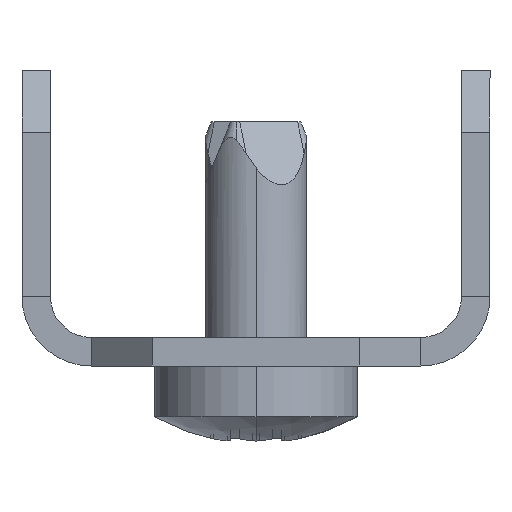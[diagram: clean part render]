
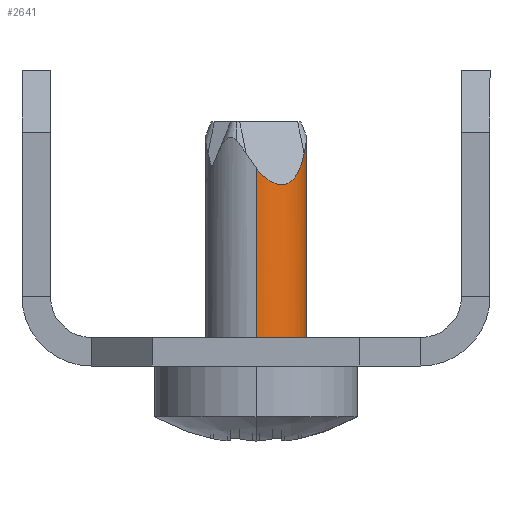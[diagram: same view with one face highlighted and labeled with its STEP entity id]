
A CAD part, left-side view. The second image highlights one B-rep face of the part: STEP entity #2641.
In plain terms, the highlighted cylindrical face has radius 2.5 mm (diameter 5 mm), a partial arc.
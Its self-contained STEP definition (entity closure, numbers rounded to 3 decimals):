
#70 = LINE ( 'NONE', #3135, #1928 ) ;
#73 = CARTESIAN_POINT ( 'NONE',  ( -0.355, -14.878, -2.476 ) ) ;
#94 = VERTEX_POINT ( 'NONE', #3778 ) ;
#128 = CARTESIAN_POINT ( 'NONE',  ( 0.807, -14.235, -2.366 ) ) ;
#232 = CARTESIAN_POINT ( 'NONE',  ( 0., -3.8, 0. ) ) ;
#268 = DIRECTION ( 'NONE',  ( 0., 1., 0. ) ) ;
#351 = AXIS2_PLACEMENT_3D ( 'NONE', #232, #268, #2501 ) ;
#473 = CARTESIAN_POINT ( 'NONE',  ( 2.5, -12.164, -1.108 ) ) ;
#509 = CARTESIAN_POINT ( 'NONE',  ( 0.807, -14.235, -2.366 ) ) ;
#812 = CARTESIAN_POINT ( 'NONE',  ( -0.71, -14.403, -2.399 ) ) ;
#813 = ORIENTED_EDGE ( 'NONE', *, *, #4214, .F. ) ;
#823 = CARTESIAN_POINT ( 'NONE',  ( 0.417, -14.808, -2.466 ) ) ;
#858 = CARTESIAN_POINT ( 'NONE',  ( -0.238, -14.973, -2.489 ) ) ;
#1180 = CARTESIAN_POINT ( 'NONE',  ( 0.048, -15.058, -2.5 ) ) ;
#1211 = CARTESIAN_POINT ( 'NONE',  ( -0.054, -15.057, -2.5 ) ) ;
#1255 = DIRECTION ( 'NONE',  ( 0., 1., 0. ) ) ;
#1371 = CARTESIAN_POINT ( 'NONE',  ( -2.5, -3.8, 0. ) ) ;
#1552 = CARTESIAN_POINT ( 'NONE',  ( 0.19, -15.005, -2.493 ) ) ;
#1582 = CARTESIAN_POINT ( 'NONE',  ( -0.807, -14.235, -2.366 ) ) ;
#1597 = CARTESIAN_POINT ( 'NONE',  ( -0.104, -15.044, -2.498 ) ) ;
#1617 = CARTESIAN_POINT ( 'NONE',  ( 0., 0., 0. ) ) ;
#1627 = DIRECTION ( 'NONE',  ( 0., 1., 0. ) ) ;
#1681 = DIRECTION ( 'NONE',  ( 0., 1., 0. ) ) ;
#1762 = VERTEX_POINT ( 'NONE', #1582 ) ;
#1855 = ORIENTED_EDGE ( 'NONE', *, *, #3222, .F. ) ;
#1901 = VERTEX_POINT ( 'NONE', #3155 ) ;
#1924 = CARTESIAN_POINT ( 'NONE',  ( 0.709, -14.405, -2.4 ) ) ;
#1928 = VECTOR ( 'NONE', #1681, 1000. ) ;
#1934 = VERTEX_POINT ( 'NONE', #1371 ) ;
#1955 = CARTESIAN_POINT ( 'NONE',  ( 0.098, -15.046, -2.499 ) ) ;
#1966 = CARTESIAN_POINT ( 'NONE',  ( 2.5, -13.535, 0. ) ) ;
#2242 = EDGE_CURVE ( 'NONE', #94, #1762, #4402, .T. ) ;
#2377 = CARTESIAN_POINT ( 'NONE',  ( 1.856, -12.431, -2.008 ) ) ;
#2501 = DIRECTION ( 'NONE',  ( -1., 0., 0. ) ) ;
#2641 = ADVANCED_FACE ( 'NONE', ( #3804 ), #3165, .T. ) ;
#2687 = CARTESIAN_POINT ( 'NONE',  ( -1.856, -12.431, -2.008 ) ) ;
#2725 = CARTESIAN_POINT ( 'NONE',  ( 0.603, -14.575, -2.429 ) ) ;
#2763 = CARTESIAN_POINT ( 'NONE',  ( 2.5, 0., 0. ) ) ;
#2871 = ORIENTED_EDGE ( 'NONE', *, *, #3584, .F. ) ;
#3047 = CARTESIAN_POINT ( 'NONE',  ( -2.5, -12.164, -1.108 ) ) ;
#3063 = CARTESIAN_POINT ( 'NONE',  ( -2.5, -13.535, 0. ) ) ;
#3097 = CARTESIAN_POINT ( 'NONE',  ( -0.423, -14.802, -2.465 ) ) ;
#3135 = CARTESIAN_POINT ( 'NONE',  ( -2.5, 0., 0. ) ) ;
#3155 = CARTESIAN_POINT ( 'NONE',  ( 0.807, -14.235, -2.366 ) ) ;
#3165 = CYLINDRICAL_SURFACE ( 'NONE', #3710, 2.5 ) ;
#3222 = EDGE_CURVE ( 'NONE', #3617, #3826, #3852, .T. ) ;
#3331 = B_SPLINE_CURVE_WITH_KNOTS ( 'NONE', 3,
 ( #4216, #812, #3424, #3097, #73, #858, #3451, #1597, #1211, #1180, #1955, #1552, #3813, #4153, #823, #2725, #1924, #509 ),
 .UNSPECIFIED., .F., .F.,
 ( 4, 2, 2, 2, 2, 2, 2, 2, 4 ),
 ( 0.001, 0.002, 0.002, 0.002, 0.002, 0.003, 0.003, 0.003, 0.004 ),
 .UNSPECIFIED. ) ;
#3335 = EDGE_CURVE ( 'NONE', #3826, #1934, #4664, .T. ) ;
#3400 = CARTESIAN_POINT ( 'NONE',  ( -0.807, -14.235, -2.366 ) ) ;
#3424 = CARTESIAN_POINT ( 'NONE',  ( -0.607, -14.569, -2.428 ) ) ;
#3451 = CARTESIAN_POINT ( 'NONE',  ( -0.196, -15.001, -2.493 ) ) ;
#3553 = DIRECTION ( 'NONE',  ( -1., 0., 0. ) ) ;
#3575 = EDGE_LOOP ( 'NONE', ( #1855, #813, #2871, #3884, #4475, #3632 ) ) ;
#3584 = EDGE_CURVE ( 'NONE', #1762, #1901, #3331, .T. ) ;
#3617 = VERTEX_POINT ( 'NONE', #3844 ) ;
#3632 = ORIENTED_EDGE ( 'NONE', *, *, #3335, .F. ) ;
#3689 = EDGE_CURVE ( 'NONE', #94, #1934, #70, .T. ) ;
#3710 = AXIS2_PLACEMENT_3D ( 'NONE', #1617, #1255, #3553 ) ;
#3741 = VECTOR ( 'NONE', #1627, 1000. ) ;
#3778 = CARTESIAN_POINT ( 'NONE',  ( -2.5, -13.535, 0. ) ) ;
#3804 = FACE_OUTER_BOUND ( 'NONE', #3575, .T. ) ;
#3813 = CARTESIAN_POINT ( 'NONE',  ( 0.233, -14.977, -2.489 ) ) ;
#3826 = VERTEX_POINT ( 'NONE', #3944 ) ;
#3844 = CARTESIAN_POINT ( 'NONE',  ( 2.5, -13.535, 0. ) ) ;
#3852 = LINE ( 'NONE', #2763, #3741 ) ;
#3884 = ORIENTED_EDGE ( 'NONE', *, *, #2242, .F. ) ;
#3944 = CARTESIAN_POINT ( 'NONE',  ( 2.5, -3.8, 0. ) ) ;
#4153 = CARTESIAN_POINT ( 'NONE',  ( 0.351, -14.882, -2.477 ) ) ;
#4214 = EDGE_CURVE ( 'NONE', #1901, #3617, #4595, .T. ) ;
#4216 = CARTESIAN_POINT ( 'NONE',  ( -0.807, -14.235, -2.366 ) ) ;
#4402 =( BOUNDED_CURVE ( )  B_SPLINE_CURVE ( 3, ( #3063, #3047, #2687, #3400 ),
 .UNSPECIFIED., .F., .T. ) 
 B_SPLINE_CURVE_WITH_KNOTS ( ( 4, 4 ),
 ( 5.76, 7.002 ),
 .UNSPECIFIED. ) 
 CURVE ( )  GEOMETRIC_REPRESENTATION_ITEM ( )  RATIONAL_B_SPLINE_CURVE ( ( 1., 0.876, 0.876, 1. ) ) 
 REPRESENTATION_ITEM ( '' )  );
#4475 = ORIENTED_EDGE ( 'NONE', *, *, #3689, .T. ) ;
#4595 =( BOUNDED_CURVE ( )  B_SPLINE_CURVE ( 3, ( #128, #2377, #473, #1966 ),
 .UNSPECIFIED., .F., .F. ) 
 B_SPLINE_CURVE_WITH_KNOTS ( ( 4, 4 ),
 ( 5.565, 6.807 ),
 .UNSPECIFIED. ) 
 CURVE ( )  GEOMETRIC_REPRESENTATION_ITEM ( )  RATIONAL_B_SPLINE_CURVE ( ( 1., 0.876, 0.876, 1. ) ) 
 REPRESENTATION_ITEM ( '' )  );
#4664 = CIRCLE ( 'NONE', #351, 2.5 ) ;
